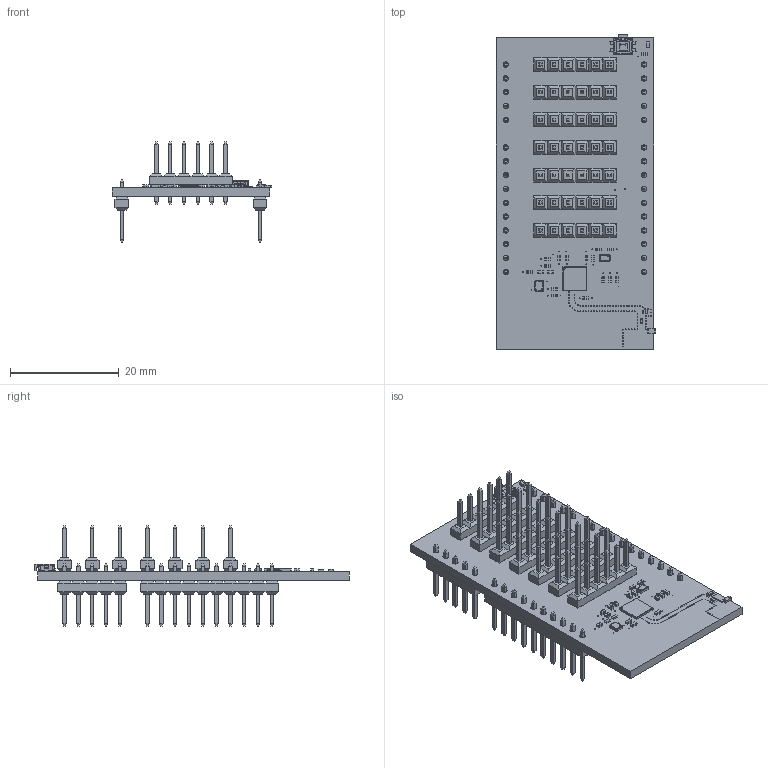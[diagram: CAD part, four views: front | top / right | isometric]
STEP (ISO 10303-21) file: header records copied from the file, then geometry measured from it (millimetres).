
FILE_DESCRIPTION(/* description */ (''),/* implementation_level */ '2;1');
FILE_NAME(/* name */ '68b9ec09-1b08-4a05-9c69-c00475d8f537.stp',/* time_stamp */ '2021-01-12T00:29:02+00:00',/* author */ (''),/* organization */ (''),/* preprocessor_version */ 'ST-DEVELOPER v18.1',/* originating_system */ 'Autodesk Translation Framework v9.7.1.1290',/* authorisation */ '');
FILE_SCHEMA (('AUTOMOTIVE_DESIGN { 1 0 10303 214 3 1 1 }'));
Length unit declared in the file: millimetre
Products named in the file (14): 68b9ec09-1b08-4a05-9c69-c00475d8f537; PCB Component; Board; 1x10; STM32WB55VGY6TR; 1.5pF/50V/0402; 32.768KHZ / 12.5PF; 32MHZ / 10PF; 1.8nH / 700mA; 2450AT14A0100T; PTS841 GM SMTR LFS; 150mA/75V; PTH VERT MALE; 1x05 MALE VERT
Assembly tree (39 placements, depth 3):
  68b9ec09-1b08-4a05-9c69-c00475d8f537
    PCB Component
      Board
      1x10  x2
      STM32WB55VGY6TR
      1.5pF/50V/0402  x17
      32.768KHZ / 12.5PF
      32MHZ / 10PF
      1.8nH / 700mA  x3
      2450AT14A0100T
      PTS841 GM SMTR LFS
      150mA/75V
      PTH VERT MALE  x7
      1x05 MALE VERT  x2
Bounding box: 29.38 x 57.9 x 18.4 mm (x, y, z)
Volume: 3926 mm3; surface area: 7581.9 mm2
Topology: 38 solids, 38 shells, 4155 faces, 9488 edges, 5586 vertices
Faces by surface type: plane 2854, cylinder 864, sphere 437
Full cylindrical faces by diameter (mm): 0.076 x40, 0.152 x114, 0.22 x1, 0.5 x1, 1 x72
Entity records: 52847 total; most frequent: CARTESIAN_POINT 8970, DIRECTION 8795, ORIENTED_EDGE 8466, EDGE_CURVE 4233, LINE 3107, VECTOR 3107, AXIS2_PLACEMENT_3D 2844, VERTEX_POINT 2710
